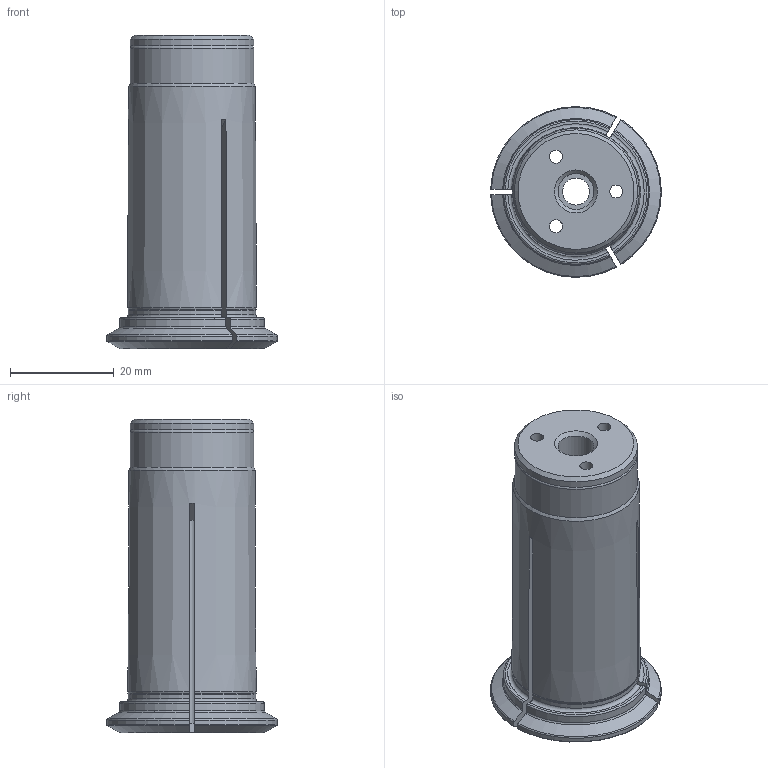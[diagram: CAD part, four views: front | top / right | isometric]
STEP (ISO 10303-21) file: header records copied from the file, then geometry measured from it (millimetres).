
FILE_DESCRIPTION(/* description */ (''),/* implementation_level */ '2;1');
FILE_NAME(/* name */ '172518002.stp',/* time_stamp */ '2021-01-08T12:19:06',/* author */ ('LRA'),/* organization */ ('REGO-FIX'),/* preprocessor_version */ ' Unknown',/* originating_system */ 'SIEMENS PLM Software Solid Edge ST10',/* authorization */ 'Unknown');
FILE_SCHEMA (('AUTOMOTIVE_DESIGN { 1 0 10303 214 2 1 1}'));
Length unit declared in the file: millimetre
Products named in the file (1): NOCUT
Bounding box: 32.99 x 33 x 60.5 mm (x, y, z)
Volume: 15534.9 mm3; surface area: 11187.7 mm2
Topology: 1 solids, 2 shells, 89 faces, 245 edges, 161 vertices
Faces by surface type: cylinder 27, plane 23, torus 22, cone 17
Full cylindrical faces by diameter (mm): 2.5 x3, 5.2 x1, 6.917 x1, 8.2 x1, 12 x1, 20.4 x1, 20.917 x1, 22.2 x1, 23.8 x2
Entity records: 3422 total; most frequent: CARTESIAN_POINT 579, DIRECTION 473, ORIENTED_EDGE 426, EDGE_CURVE 213, AXIS2_PLACEMENT_3D 202, VERTEX_POINT 153, EDGE_LOOP 130, FACE_BOUND 130
